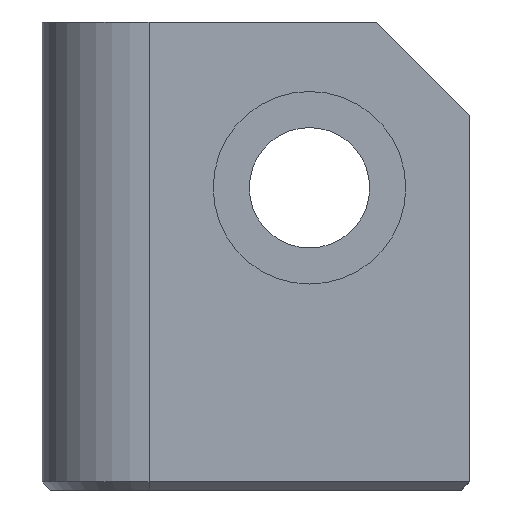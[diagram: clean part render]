
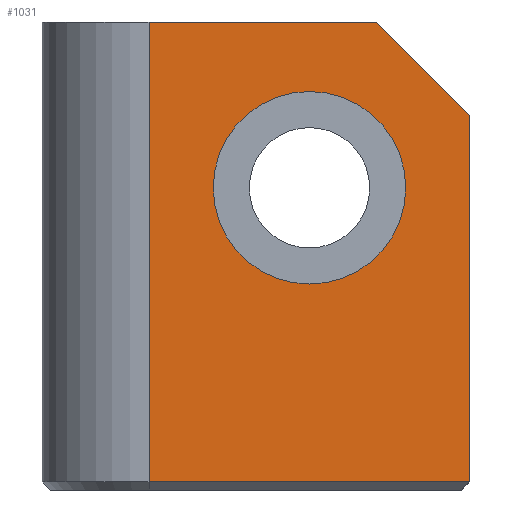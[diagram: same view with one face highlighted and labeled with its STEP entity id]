
A CAD part, left-side view. The second image highlights one B-rep face of the part: STEP entity #1031.
In plain terms, the highlighted planar face has unit normal (-1, 0, 0).
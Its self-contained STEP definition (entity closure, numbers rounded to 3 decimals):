
#27=CIRCLE('',#1085,3.6);
#44=FACE_BOUND('',#193,.T.);
#76=PLANE('',#1107);
#130=FACE_OUTER_BOUND('',#192,.T.);
#192=EDGE_LOOP('',(#929,#930,#931,#932,#933));
#193=EDGE_LOOP('',(#934));
#284=LINE('',#1791,#382);
#291=LINE('',#1812,#389);
#295=LINE('',#1819,#393);
#296=LINE('',#1821,#394);
#297=LINE('',#1822,#395);
#382=VECTOR('',#1277,10.);
#389=VECTOR('',#1298,10.);
#393=VECTOR('',#1304,10.);
#394=VECTOR('',#1305,10.);
#395=VECTOR('',#1306,10.);
#504=VERTEX_POINT('',#1756);
#513=VERTEX_POINT('',#1786);
#514=VERTEX_POINT('',#1790);
#520=VERTEX_POINT('',#1810);
#521=VERTEX_POINT('',#1811);
#524=VERTEX_POINT('',#1820);
#633=EDGE_CURVE('',#504,#504,#27,.T.);
#649=EDGE_CURVE('',#514,#513,#284,.T.);
#659=EDGE_CURVE('',#520,#521,#291,.T.);
#663=EDGE_CURVE('',#521,#514,#295,.T.);
#664=EDGE_CURVE('',#524,#520,#296,.T.);
#665=EDGE_CURVE('',#513,#524,#297,.T.);
#929=ORIENTED_EDGE('',*,*,#649,.F.);
#930=ORIENTED_EDGE('',*,*,#663,.F.);
#931=ORIENTED_EDGE('',*,*,#659,.F.);
#932=ORIENTED_EDGE('',*,*,#664,.F.);
#933=ORIENTED_EDGE('',*,*,#665,.F.);
#934=ORIENTED_EDGE('',*,*,#633,.T.);
#1031=ADVANCED_FACE('',(#130,#44),#76,.T.);
#1085=AXIS2_PLACEMENT_3D('',#1757,#1238,#1239);
#1107=AXIS2_PLACEMENT_3D('',#1818,#1302,#1303);
#1238=DIRECTION('center_axis',(1.,0.,0.));
#1239=DIRECTION('ref_axis',(0.,0.,1.));
#1277=DIRECTION('',(0.,1.,0.));
#1298=DIRECTION('',(0.,-0.707,-0.707));
#1302=DIRECTION('center_axis',(-1.,0.,0.));
#1303=DIRECTION('ref_axis',(0.,0.,1.));
#1304=DIRECTION('',(0.,0.,-1.));
#1305=DIRECTION('',(0.,-1.,0.));
#1306=DIRECTION('',(0.,0.,1.));
#1756=CARTESIAN_POINT('',(-8.,0.,7.7));
#1757=CARTESIAN_POINT('Origin',(-8.,0.,11.3));
#1786=CARTESIAN_POINT('',(-8.,6.,0.3));
#1790=CARTESIAN_POINT('',(-8.,-6.,0.3));
#1791=CARTESIAN_POINT('',(-8.,0.,0.3));
#1810=CARTESIAN_POINT('',(-8.,-2.5,17.5));
#1811=CARTESIAN_POINT('',(-8.,-6.,14.));
#1812=CARTESIAN_POINT('',(-8.,-7.125,12.875));
#1818=CARTESIAN_POINT('Origin',(-8.,0.,0.));
#1819=CARTESIAN_POINT('',(-8.,-6.,0.));
#1820=CARTESIAN_POINT('',(-8.,6.,17.5));
#1821=CARTESIAN_POINT('',(-8.,0.,17.5));
#1822=CARTESIAN_POINT('',(-8.,6.,4.375));
